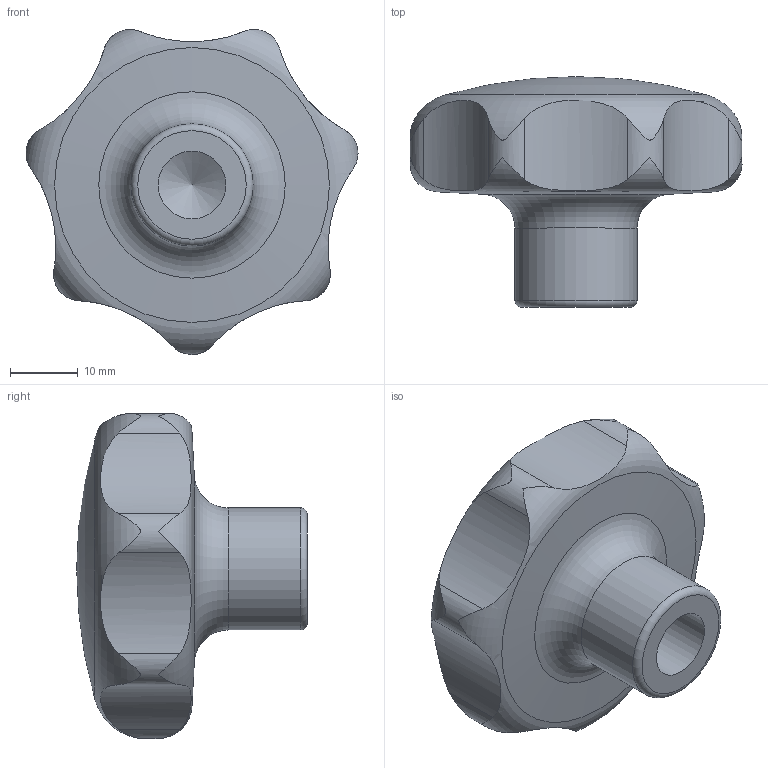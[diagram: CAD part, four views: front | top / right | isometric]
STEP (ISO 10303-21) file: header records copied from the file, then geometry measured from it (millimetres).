
FILE_DESCRIPTION( ( 'STEP AP214' ), '1' );
FILE_NAME( 'K0150.350102.stp', '2020-11-25T15:13:36', ( '' ), ( '' ), ' ', 'PARTsolutions', ' ' );
FILE_SCHEMA( ( 'AUTOMOTIVE_DESIGN { 1 0 10303 214 1 1 1 1 }' ) );
Length unit declared in the file: millimetre
Products named in the file (1): _K0150.350102
Bounding box: 48.95 x 34 x 47.92 mm (x, y, z)
Volume: 27216.1 mm3; surface area: 6573.1 mm2
Topology: 1 solids, 1 shells, 24 faces, 70 edges, 47 vertices
Faces by surface type: cylinder 16, torus 4, cone 2, plane 1, sphere 1
Full cylindrical faces by diameter (mm): 10 x1, 18 x1
Entity records: 1562 total; most frequent: CARTESIAN_POINT 834, ORIENTED_EDGE 114, DIRECTION 80, EDGE_CURVE 57, VERTEX_POINT 45, B_SPLINE_CURVE_WITH_KNOTS 35, AXIS2_PLACEMENT_3D 33, EDGE_LOOP 32
